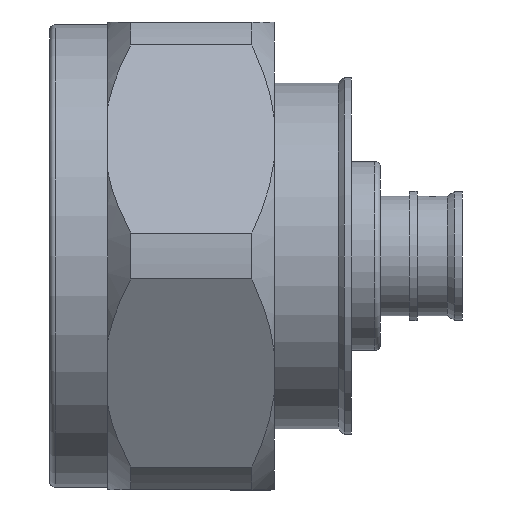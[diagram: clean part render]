
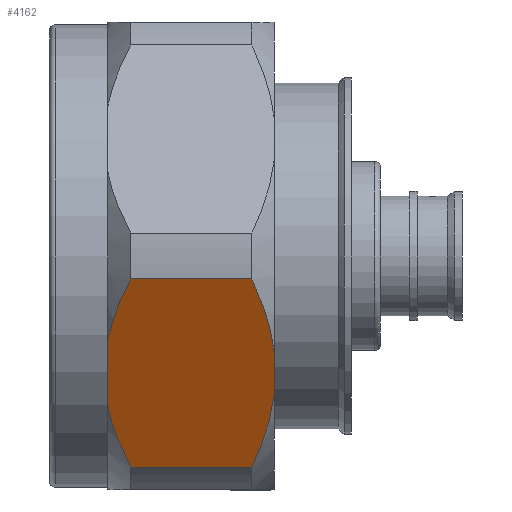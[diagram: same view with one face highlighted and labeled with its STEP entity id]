
A CAD part, front view. The second image highlights one B-rep face of the part: STEP entity #4162.
In plain terms, the highlighted planar face has unit normal (0, -0.866, -0.5).
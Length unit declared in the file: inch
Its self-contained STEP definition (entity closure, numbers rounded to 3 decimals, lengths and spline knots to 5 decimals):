
#31 = CARTESIAN_POINT ( 'NONE',  ( 0.54048, -0.68623, -0.06141 ) ) ;
#38 = EDGE_CURVE ( 'NONE', #4342, #1133, #4793, .T. ) ;
#52 = CARTESIAN_POINT ( 'NONE',  ( 0.59461, -0.59407, -0.22104 ) ) ;
#80 = VERTEX_POINT ( 'NONE', #5249 ) ;
#88 = ORIENTED_EDGE ( 'NONE', *, *, #1190, .F. ) ;
#184 = CARTESIAN_POINT ( 'NONE',  ( 0.2097, -0.67875, -0.07437 ) ) ;
#260 = ORIENTED_EDGE ( 'NONE', *, *, #5311, .F. ) ;
#355 = VECTOR ( 'NONE', #3649, 39.37008 ) ;
#498 = DIRECTION ( 'NONE',  ( -1., 0., 0. ) ) ;
#508 = CARTESIAN_POINT ( 'NONE',  ( 0.56781, -0.4322, -0.5014 ) ) ;
#580 = EDGE_CURVE ( 'NONE', #1533, #705, #2639, .T. ) ;
#587 = DIRECTION ( 'NONE',  ( 0., 0.5, -0.866 ) ) ;
#588 = CARTESIAN_POINT ( 'NONE',  ( 0.59945, -0.50748, -0.37103 ) ) ;
#705 = VERTEX_POINT ( 'NONE', #588 ) ;
#921 = CARTESIAN_POINT ( 'NONE',  ( 0.58728, -0.46929, -0.43716 ) ) ;
#972 = DIRECTION ( 'NONE',  ( 0., -0.866, -0.5 ) ) ;
#1040 = VERTEX_POINT ( 'NONE', #2666 ) ;
#1077 = VERTEX_POINT ( 'NONE', #5174 ) ;
#1133 = VERTEX_POINT ( 'NONE', #4831 ) ;
#1190 = EDGE_CURVE ( 'NONE', #80, #4696, #3643, .T. ) ;
#1277 = DIRECTION ( 'NONE',  ( 0., 0.5, -0.866 ) ) ;
#1332 = FACE_OUTER_BOUND ( 'NONE', #1720, .T. ) ;
#1354 = CARTESIAN_POINT ( 'NONE',  ( 0.55512, -0.4141, -0.53275 ) ) ;
#1415 = CARTESIAN_POINT ( 'NONE',  ( 0.59742, -0.49782, -0.38775 ) ) ;
#1527 = CARTESIAN_POINT ( 'NONE',  ( 0.20311, -0.67117, -0.0875 ) ) ;
#1533 = VERTEX_POINT ( 'NONE', #4880 ) ;
#1604 = CARTESIAN_POINT ( 'NONE',  ( 0.16927, -0.45827, -0.45626 ) ) ;
#1655 = CARTESIAN_POINT ( 'NONE',  ( 0.21663, -0.3963, -0.56359 ) ) ;
#1720 = EDGE_LOOP ( 'NONE', ( #1726, #260, #2999, #2901, #2974, #88, #5168, #4481 ) ) ;
#1726 = ORIENTED_EDGE ( 'NONE', *, *, #2141, .F. ) ;
#1793 = PLANE ( 'NONE',  #4934 ) ;
#1880 = CARTESIAN_POINT ( 'NONE',  ( 0.18499, -0.64794, -0.12773 ) ) ;
#1931 = B_SPLINE_CURVE_WITH_KNOTS ( 'NONE', 3,
 ( #31, #4568, #3298, #4621, #4241, #52, #3749, #2588 ),
 .UNSPECIFIED., .F., .F.,
 ( 4, 2, 2, 4 ),
 ( 0.01696, 0.01988, 0.02134, 0.02281 ),
 .UNSPECIFIED. ) ;
#1976 = CARTESIAN_POINT ( 'NONE',  ( 0.54048, -0.68623, -0.06141 ) ) ;
#2141 = EDGE_CURVE ( 'NONE', #1040, #4342, #5435, .T. ) ;
#2170 = EDGE_CURVE ( 'NONE', #4696, #1533, #1931, .T. ) ;
#2185 = CARTESIAN_POINT ( 'NONE',  ( 0.88362, -0.3963, -0.56359 ) ) ;
#2276 = CARTESIAN_POINT ( 'NONE',  ( 0.9, -0.36084, -0.625 ) ) ;
#2286 = VECTOR ( 'NONE', #1277, 39.37008 ) ;
#2314 = B_SPLINE_CURVE_WITH_KNOTS ( 'NONE', 3,
 ( #5313, #2364, #4920, #1880, #4432, #1527, #184, #2338 ),
 .UNSPECIFIED., .F., .F.,
 ( 4, 2, 2, 4 ),
 ( 0.02783, 0.03035, 0.03161, 0.03287 ),
 .UNSPECIFIED. ) ;
#2338 = CARTESIAN_POINT ( 'NONE',  ( 0.21663, -0.68623, -0.06141 ) ) ;
#2364 = CARTESIAN_POINT ( 'NONE',  ( 0.16093, -0.60826, -0.19647 ) ) ;
#2485 = CARTESIAN_POINT ( 'NONE',  ( 0.19027, -0.42663, -0.51105 ) ) ;
#2514 = CARTESIAN_POINT ( 'NONE',  ( 0.20274, -0.41129, -0.53762 ) ) ;
#2588 = CARTESIAN_POINT ( 'NONE',  ( 0.59945, -0.57506, -0.25397 ) ) ;
#2590 = CARTESIAN_POINT ( 'NONE',  ( 0.59453, -0.48821, -0.40439 ) ) ;
#2639 = LINE ( 'NONE', #3031, #2286 ) ;
#2666 = CARTESIAN_POINT ( 'NONE',  ( 0.21663, -0.3963, -0.56359 ) ) ;
#2892 = CARTESIAN_POINT ( 'NONE',  ( 0.1552, -0.49051, -0.4004 ) ) ;
#2901 = ORIENTED_EDGE ( 'NONE', *, *, #580, .F. ) ;
#2974 = ORIENTED_EDGE ( 'NONE', *, *, #2170, .F. ) ;
#2999 = ORIENTED_EDGE ( 'NONE', *, *, #4203, .F. ) ;
#3031 = CARTESIAN_POINT ( 'NONE',  ( 0.59945, -0.38411, -0.58471 ) ) ;
#3054 = CARTESIAN_POINT ( 'NONE',  ( 0.54048, -0.3963, -0.56359 ) ) ;
#3298 = CARTESIAN_POINT ( 'NONE',  ( 0.56777, -0.65039, -0.12348 ) ) ;
#3529 = DIRECTION ( 'NONE',  ( 1., 0., 0. ) ) ;
#3643 = LINE ( 'NONE', #5324, #4320 ) ;
#3649 = DIRECTION ( 'NONE',  ( 0., -0.5, 0.866 ) ) ;
#3749 = CARTESIAN_POINT ( 'NONE',  ( 0.59744, -0.58457, -0.23749 ) ) ;
#3857 = CARTESIAN_POINT ( 'NONE',  ( 0.5829, -0.45995, -0.45335 ) ) ;
#4162 = ADVANCED_FACE ( 'NONE', ( #1332 ), #1793, .T. ) ;
#4164 = CARTESIAN_POINT ( 'NONE',  ( 0.16093, -0.4743, -0.4285 ) ) ;
#4203 = EDGE_CURVE ( 'NONE', #705, #1077, #4804, .T. ) ;
#4241 = CARTESIAN_POINT ( 'NONE',  ( 0.58737, -0.61302, -0.18823 ) ) ;
#4267 = EDGE_CURVE ( 'NONE', #1133, #80, #2314, .T. ) ;
#4320 = VECTOR ( 'NONE', #3529, 39.37008 ) ;
#4342 = VERTEX_POINT ( 'NONE', #4418 ) ;
#4418 = CARTESIAN_POINT ( 'NONE',  ( 0.1552, -0.49051, -0.4004 ) ) ;
#4432 = CARTESIAN_POINT ( 'NONE',  ( 0.19077, -0.65578, -0.11416 ) ) ;
#4481 = ORIENTED_EDGE ( 'NONE', *, *, #38, .F. ) ;
#4568 = CARTESIAN_POINT ( 'NONE',  ( 0.55507, -0.6685, -0.09213 ) ) ;
#4621 = CARTESIAN_POINT ( 'NONE',  ( 0.58295, -0.62248, -0.17183 ) ) ;
#4696 = VERTEX_POINT ( 'NONE', #1976 ) ;
#4793 = LINE ( 'NONE', #5329, #355 ) ;
#4804 = B_SPLINE_CURVE_WITH_KNOTS ( 'NONE', 3,
 ( #5200, #1415, #2590, #921, #3857, #508, #1354, #3054 ),
 .UNSPECIFIED., .F., .F.,
 ( 4, 2, 2, 4 ),
 ( 0.02625, 0.02771, 0.02918, 0.03211 ),
 .UNSPECIFIED. ) ;
#4831 = CARTESIAN_POINT ( 'NONE',  ( 0.1552, -0.59202, -0.2246 ) ) ;
#4880 = CARTESIAN_POINT ( 'NONE',  ( 0.59945, -0.57506, -0.25397 ) ) ;
#4920 = CARTESIAN_POINT ( 'NONE',  ( 0.16926, -0.62425, -0.16876 ) ) ;
#4934 = AXIS2_PLACEMENT_3D ( 'NONE', #2276, #972, #587 ) ;
#5168 = ORIENTED_EDGE ( 'NONE', *, *, #4267, .F. ) ;
#5169 = LINE ( 'NONE', #2185, #5393 ) ;
#5174 = CARTESIAN_POINT ( 'NONE',  ( 0.54048, -0.3963, -0.56359 ) ) ;
#5200 = CARTESIAN_POINT ( 'NONE',  ( 0.59945, -0.50748, -0.37103 ) ) ;
#5249 = CARTESIAN_POINT ( 'NONE',  ( 0.21663, -0.68623, -0.06141 ) ) ;
#5311 = EDGE_CURVE ( 'NONE', #1077, #1040, #5169, .T. ) ;
#5313 = CARTESIAN_POINT ( 'NONE',  ( 0.1552, -0.59202, -0.2246 ) ) ;
#5324 = CARTESIAN_POINT ( 'NONE',  ( 0.88362, -0.68623, -0.06141 ) ) ;
#5329 = CARTESIAN_POINT ( 'NONE',  ( 0.1552, -0.38694, -0.57981 ) ) ;
#5393 = VECTOR ( 'NONE', #498, 39.37008 ) ;
#5435 = B_SPLINE_CURVE_WITH_KNOTS ( 'NONE', 3,
 ( #1655, #2514, #2485, #1604, #4164, #2892 ),
 .UNSPECIFIED., .F., .F.,
 ( 4, 2, 4 ),
 ( 0.01762, 0.02014, 0.02266 ),
 .UNSPECIFIED. ) ;
